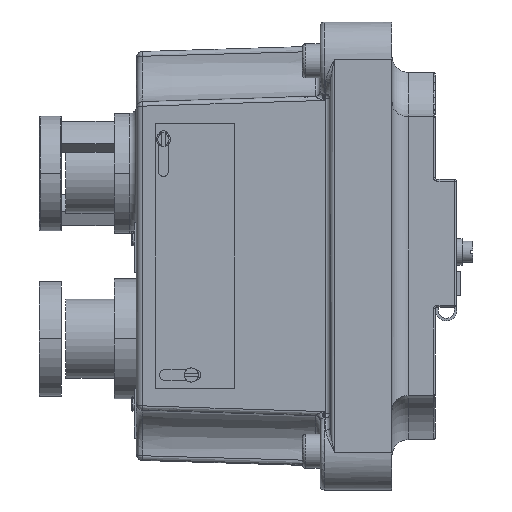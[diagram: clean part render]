
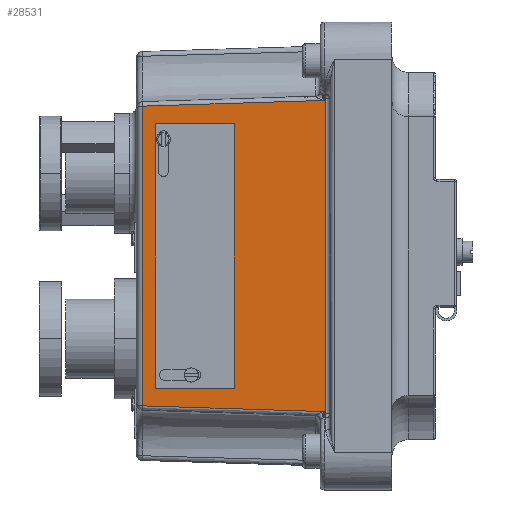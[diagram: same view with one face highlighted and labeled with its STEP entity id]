
A CAD part, left-side view. The second image highlights one B-rep face of the part: STEP entity #28531.
In plain terms, the highlighted planar face has unit normal (-1, 0.03, 0).
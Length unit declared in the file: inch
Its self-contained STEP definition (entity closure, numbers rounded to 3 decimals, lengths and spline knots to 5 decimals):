
#266 = CARTESIAN_POINT ( 'NONE',  ( -1.48099, 2.14043, 1.72064 ) ) ;
#955 = EDGE_CURVE ( 'NONE', #4540, #4127, #22075, .T. ) ;
#1321 = CARTESIAN_POINT ( 'NONE',  ( -1.46458, 2.6776, -1.5 ) ) ;
#1861 = CARTESIAN_POINT ( 'NONE',  ( -1.52299, 0.76581, -1.78892 ) ) ;
#2070 = CARTESIAN_POINT ( 'NONE',  ( -1.52321, 0.75867, -1.78897 ) ) ;
#2185 = EDGE_CURVE ( 'NONE', #24833, #23058, #12155, .T. ) ;
#2236 = DIRECTION ( 'NONE',  ( -0.031, -1., 0. ) ) ;
#2772 = LINE ( 'NONE', #23356, #29490 ) ;
#2932 = CARTESIAN_POINT ( 'NONE',  ( -1.52296, 0.76683, 1.76543 ) ) ;
#3120 = EDGE_CURVE ( 'NONE', #32249, #24833, #19039, .T. ) ;
#3814 = CARTESIAN_POINT ( 'NONE',  ( -1.46001, 2.82729, -1.70024 ) ) ;
#4022 = VERTEX_POINT ( 'NONE', #8832 ) ;
#4127 = VERTEX_POINT ( 'NONE', #12205 ) ;
#4183 = B_SPLINE_CURVE_WITH_KNOTS ( 'NONE', 3,
 ( #25904, #23287, #28219, #10445 ),
 .UNSPECIFIED., .F., .F.,
 ( 4, 4 ),
 ( 0., 0.00008 ),
 .UNSPECIFIED. ) ;
#4540 = VERTEX_POINT ( 'NONE', #6202 ) ;
#4817 = PLANE ( 'NONE',  #28428 ) ;
#4894 = CARTESIAN_POINT ( 'NONE',  ( -1.52296, 0.76683, -1.76543 ) ) ;
#5004 = CARTESIAN_POINT ( 'NONE',  ( -1.52302, 0.76479, -1.78891 ) ) ;
#5165 = CARTESIAN_POINT ( 'NONE',  ( -1.52336, 0.75357, 1.78902 ) ) ;
#5274 = CARTESIAN_POINT ( 'NONE',  ( -1.52321, 0.75867, 1.78897 ) ) ;
#6202 = CARTESIAN_POINT ( 'NONE',  ( -1.46458, 2.6776, -1.5 ) ) ;
#6536 = VECTOR ( 'NONE', #7195, 39.37008 ) ;
#7006 = ORIENTED_EDGE ( 'NONE', *, *, #28104, .F. ) ;
#7195 = DIRECTION ( 'NONE',  ( 0., 0., -1. ) ) ;
#7615 = LINE ( 'NONE', #11004, #27361 ) ;
#7635 = DIRECTION ( 'NONE',  ( -0.031, -1., 0. ) ) ;
#7977 = B_SPLINE_CURVE_WITH_KNOTS ( 'NONE', 3,
 ( #25547, #1861, #5004, #23045 ),
 .UNSPECIFIED., .F., .F.,
 ( 4, 4 ),
 ( 0., 0.00008 ),
 .UNSPECIFIED. ) ;
#8304 = EDGE_CURVE ( 'NONE', #22676, #23897, #21576, .T. ) ;
#8339 = ORIENTED_EDGE ( 'NONE', *, *, #26179, .F. ) ;
#8374 = VECTOR ( 'NONE', #7635, 39.37008 ) ;
#8706 = ORIENTED_EDGE ( 'NONE', *, *, #29865, .T. ) ;
#8832 = CARTESIAN_POINT ( 'NONE',  ( -1.46458, 2.6776, 1.5 ) ) ;
#8892 = CARTESIAN_POINT ( 'NONE',  ( -1.52296, 0.76683, 1.76543 ) ) ;
#9168 = CARTESIAN_POINT ( 'NONE',  ( -1.52296, 0.76683, -1.76543 ) ) ;
#9329 = DIRECTION ( 'NONE',  ( 0., 0., -1. ) ) ;
#9713 = VERTEX_POINT ( 'NONE', #19340 ) ;
#9976 = CARTESIAN_POINT ( 'NONE',  ( -1.52352, 0.74847, -1.78908 ) ) ;
#9988 = EDGE_CURVE ( 'NONE', #10347, #9713, #7977, .T. ) ;
#10034 = DIRECTION ( 'NONE',  ( 0., 0., 1. ) ) ;
#10097 = FACE_BOUND ( 'NONE', #29166, .T. ) ;
#10123 = ORIENTED_EDGE ( 'NONE', *, *, #8304, .T. ) ;
#10347 = VERTEX_POINT ( 'NONE', #26876 ) ;
#10407 = ORIENTED_EDGE ( 'NONE', *, *, #23357, .T. ) ;
#10445 = CARTESIAN_POINT ( 'NONE',  ( -1.52296, 0.76683, 1.78894 ) ) ;
#10906 = CARTESIAN_POINT ( 'NONE',  ( -1.46458, 2.6776, -1.5 ) ) ;
#11004 = CARTESIAN_POINT ( 'NONE',  ( -1.49176, 1.78801, -1.5 ) ) ;
#11143 = CARTESIAN_POINT ( 'NONE',  ( -1.46001, 2.82729, 1.70024 ) ) ;
#11404 = VERTEX_POINT ( 'NONE', #29855 ) ;
#12155 = B_SPLINE_CURVE_WITH_KNOTS ( 'NONE', 3,
 ( #2932, #18456, #266, #21059 ),
 .UNSPECIFIED., .F., .F.,
 ( 4, 4 ),
 ( -0.00123, 0.05115 ),
 .UNSPECIFIED. ) ;
#12196 = VECTOR ( 'NONE', #16959, 39.37008 ) ;
#12205 = CARTESIAN_POINT ( 'NONE',  ( -1.49176, 1.78801, -1.5 ) ) ;
#12600 = VERTEX_POINT ( 'NONE', #20399 ) ;
#13005 = ORIENTED_EDGE ( 'NONE', *, *, #31817, .F. ) ;
#13056 = ORIENTED_EDGE ( 'NONE', *, *, #27376, .T. ) ;
#13111 = DIRECTION ( 'NONE',  ( 0.031, 1., 0. ) ) ;
#13346 = EDGE_CURVE ( 'NONE', #15810, #32249, #4183, .T. ) ;
#13669 = CARTESIAN_POINT ( 'NONE',  ( -1.52352, 0.74847, 1.78908 ) ) ;
#14140 = VECTOR ( 'NONE', #9329, 39.37008 ) ;
#14367 = CARTESIAN_POINT ( 'NONE',  ( -1.52296, 0.76683, -2.235 ) ) ;
#14706 = ORIENTED_EDGE ( 'NONE', *, *, #28622, .T. ) ;
#14868 = EDGE_CURVE ( 'NONE', #11404, #24766, #26348, .T. ) ;
#14916 = EDGE_LOOP ( 'NONE', ( #10407, #32731, #8706, #10123, #14706, #24391, #17192, #21789, #13056, #32239 ) ) ;
#15157 = CARTESIAN_POINT ( 'NONE',  ( -1.52296, 0.76683, -1.82623 ) ) ;
#15185 = LINE ( 'NONE', #15157, #21247 ) ;
#15810 = VERTEX_POINT ( 'NONE', #29310 ) ;
#16147 = FACE_OUTER_BOUND ( 'NONE', #14916, .T. ) ;
#16959 = DIRECTION ( 'NONE',  ( 0., 0., -1. ) ) ;
#17192 = ORIENTED_EDGE ( 'NONE', *, *, #3120, .T. ) ;
#17332 = CARTESIAN_POINT ( 'NONE',  ( -1.46001, 2.82729, -1.74889 ) ) ;
#17758 = DIRECTION ( 'NONE',  ( 0., 0., -1. ) ) ;
#17807 = DIRECTION ( 'NONE',  ( -1., 0.031, 0. ) ) ;
#18456 = CARTESIAN_POINT ( 'NONE',  ( -1.50198, 1.4536, 1.74219 ) ) ;
#18655 = DIRECTION ( 'NONE',  ( 0., 0., 1. ) ) ;
#19039 = LINE ( 'NONE', #14367, #12196 ) ;
#19300 = CARTESIAN_POINT ( 'NONE',  ( -1.48099, 2.14043, -1.72064 ) ) ;
#19340 = CARTESIAN_POINT ( 'NONE',  ( -1.52305, 0.76377, -1.78892 ) ) ;
#19946 = CARTESIAN_POINT ( 'NONE',  ( -1.52352, 0.74847, -1.78908 ) ) ;
#20206 = CARTESIAN_POINT ( 'NONE',  ( -1.52305, 0.76377, -1.78892 ) ) ;
#20399 = CARTESIAN_POINT ( 'NONE',  ( -1.49176, 1.78801, 1.5 ) ) ;
#21059 = CARTESIAN_POINT ( 'NONE',  ( -1.46001, 2.82729, 1.70024 ) ) ;
#21247 = VECTOR ( 'NONE', #17758, 39.37008 ) ;
#21576 = LINE ( 'NONE', #28057, #27606 ) ;
#21789 = ORIENTED_EDGE ( 'NONE', *, *, #2185, .T. ) ;
#22075 = LINE ( 'NONE', #10906, #8374 ) ;
#22676 = VERTEX_POINT ( 'NONE', #19946 ) ;
#22913 =( BOUNDED_CURVE ( )  B_SPLINE_CURVE ( 3, ( #33551, #5165, #5274, #23325 ),
 .UNSPECIFIED., .F., .F. ) 
 B_SPLINE_CURVE_WITH_KNOTS ( ( 4, 4 ),
 ( 1.24934, 1.25039 ),
 .UNSPECIFIED. ) 
 CURVE ( )  GEOMETRIC_REPRESENTATION_ITEM ( )  RATIONAL_B_SPLINE_CURVE ( ( 1., 1., 1., 1. ) ) 
 REPRESENTATION_ITEM ( '' )  );
#23045 = CARTESIAN_POINT ( 'NONE',  ( -1.52305, 0.76377, -1.78892 ) ) ;
#23058 = VERTEX_POINT ( 'NONE', #11143 ) ;
#23287 = CARTESIAN_POINT ( 'NONE',  ( -1.52302, 0.76479, 1.78891 ) ) ;
#23325 = CARTESIAN_POINT ( 'NONE',  ( -1.52305, 0.76377, 1.78892 ) ) ;
#23357 = EDGE_CURVE ( 'NONE', #24766, #10347, #15185, .T. ) ;
#23356 = CARTESIAN_POINT ( 'NONE',  ( -1.46458, 2.6776, 1.5 ) ) ;
#23897 = VERTEX_POINT ( 'NONE', #13669 ) ;
#24391 = ORIENTED_EDGE ( 'NONE', *, *, #13346, .T. ) ;
#24627 = CARTESIAN_POINT ( 'NONE',  ( -1.50198, 1.4536, -1.74219 ) ) ;
#24766 = VERTEX_POINT ( 'NONE', #4894 ) ;
#24833 = VERTEX_POINT ( 'NONE', #8892 ) ;
#25429 = CARTESIAN_POINT ( 'NONE',  ( -1.52336, 0.75357, -1.78902 ) ) ;
#25547 = CARTESIAN_POINT ( 'NONE',  ( -1.52296, 0.76683, -1.78894 ) ) ;
#25904 = CARTESIAN_POINT ( 'NONE',  ( -1.52305, 0.76377, 1.78892 ) ) ;
#26019 = ORIENTED_EDGE ( 'NONE', *, *, #955, .F. ) ;
#26179 = EDGE_CURVE ( 'NONE', #4022, #4540, #27049, .T. ) ;
#26348 = B_SPLINE_CURVE_WITH_KNOTS ( 'NONE', 3,
 ( #3814, #19300, #24627, #9168 ),
 .UNSPECIFIED., .F., .F.,
 ( 4, 4 ),
 ( 0., 0.05239 ),
 .UNSPECIFIED. ) ;
#26876 = CARTESIAN_POINT ( 'NONE',  ( -1.52296, 0.76683, -1.78894 ) ) ;
#27049 = LINE ( 'NONE', #1321, #14140 ) ;
#27361 = VECTOR ( 'NONE', #18655, 39.37008 ) ;
#27376 = EDGE_CURVE ( 'NONE', #23058, #11404, #27892, .T. ) ;
#27606 = VECTOR ( 'NONE', #10034, 39.37008 ) ;
#27892 = LINE ( 'NONE', #17332, #6536 ) ;
#28057 = CARTESIAN_POINT ( 'NONE',  ( -1.52352, 0.74847, 1.82708 ) ) ;
#28104 = EDGE_CURVE ( 'NONE', #12600, #4022, #2772, .T. ) ;
#28219 = CARTESIAN_POINT ( 'NONE',  ( -1.52299, 0.76581, 1.78892 ) ) ;
#28428 = AXIS2_PLACEMENT_3D ( 'NONE', #33231, #17807, #2236 ) ;
#28462 =( BOUNDED_CURVE ( )  B_SPLINE_CURVE ( 3, ( #20206, #2070, #25429, #9976 ),
 .UNSPECIFIED., .F., .F. ) 
 B_SPLINE_CURVE_WITH_KNOTS ( ( 4, 4 ),
 ( 5.0328, 5.03384 ),
 .UNSPECIFIED. ) 
 CURVE ( )  GEOMETRIC_REPRESENTATION_ITEM ( )  RATIONAL_B_SPLINE_CURVE ( ( 1., 1., 1., 1. ) ) 
 REPRESENTATION_ITEM ( '' )  );
#28531 = ADVANCED_FACE ( 'NONE', ( #16147, #10097 ), #4817, .T. ) ;
#28622 = EDGE_CURVE ( 'NONE', #23897, #15810, #22913, .T. ) ;
#29166 = EDGE_LOOP ( 'NONE', ( #26019, #8339, #7006, #13005 ) ) ;
#29310 = CARTESIAN_POINT ( 'NONE',  ( -1.52305, 0.76377, 1.78892 ) ) ;
#29325 = CARTESIAN_POINT ( 'NONE',  ( -1.52296, 0.76683, 1.78894 ) ) ;
#29490 = VECTOR ( 'NONE', #13111, 39.37008 ) ;
#29855 = CARTESIAN_POINT ( 'NONE',  ( -1.46001, 2.82729, -1.70024 ) ) ;
#29865 = EDGE_CURVE ( 'NONE', #9713, #22676, #28462, .T. ) ;
#31817 = EDGE_CURVE ( 'NONE', #4127, #12600, #7615, .T. ) ;
#32239 = ORIENTED_EDGE ( 'NONE', *, *, #14868, .T. ) ;
#32249 = VERTEX_POINT ( 'NONE', #29325 ) ;
#32731 = ORIENTED_EDGE ( 'NONE', *, *, #9988, .T. ) ;
#33231 = CARTESIAN_POINT ( 'NONE',  ( -1.525, 0.7, -2.235 ) ) ;
#33551 = CARTESIAN_POINT ( 'NONE',  ( -1.52352, 0.74847, 1.78908 ) ) ;
